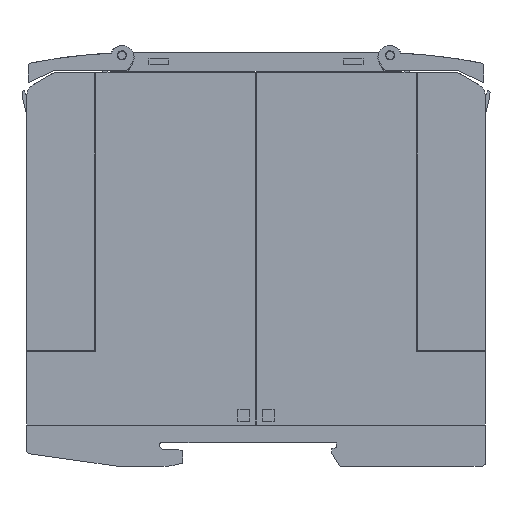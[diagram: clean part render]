
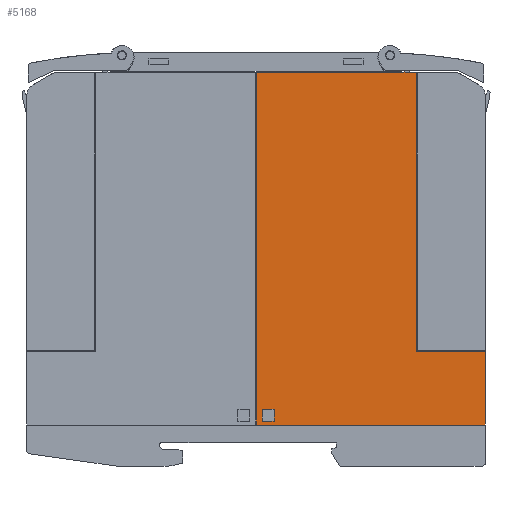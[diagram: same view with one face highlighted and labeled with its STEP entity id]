
A CAD part, left-side view. The second image highlights one B-rep face of the part: STEP entity #5168.
In plain terms, the highlighted planar face has unit normal (-1, 0, 0).
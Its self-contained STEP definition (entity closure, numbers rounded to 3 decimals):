
#5168=ADVANCED_FACE('',(#10538,#10539),#10540,.T.);
#10538=FACE_OUTER_BOUND('',#15977,.T.);
#10539=FACE_BOUND('',#15978,.T.);
#10540=PLANE('',#15979);
#15977=EDGE_LOOP('',(#32332,#32333,#32334,#32335,#32336,#32337));
#15978=EDGE_LOOP('',(#32338,#32339,#32340,#32341));
#15979=AXIS2_PLACEMENT_3D('',#32342,#32343,#32344);
#32332=ORIENTED_EDGE('',*,*,#35093,.T.);
#32333=ORIENTED_EDGE('',*,*,#35111,.T.);
#32334=ORIENTED_EDGE('',*,*,#39384,.T.);
#32335=ORIENTED_EDGE('',*,*,#39367,.F.);
#32336=ORIENTED_EDGE('',*,*,#39385,.T.);
#32337=ORIENTED_EDGE('',*,*,#39380,.T.);
#32338=ORIENTED_EDGE('',*,*,#39377,.T.);
#32339=ORIENTED_EDGE('',*,*,#39353,.T.);
#32340=ORIENTED_EDGE('',*,*,#39361,.T.);
#32341=ORIENTED_EDGE('',*,*,#39374,.T.);
#32342=CARTESIAN_POINT('',(0.0,25.949,9.001));
#32343=DIRECTION('',(-1.0,0.0,0.0));
#32344=DIRECTION('',(0.0,1.0,0.0));
#35093=EDGE_CURVE('',#42808,#42812,#42814,.T.);
#35111=EDGE_CURVE('',#42812,#42848,#42849,.T.);
#39353=EDGE_CURVE('',#49117,#49115,#49118,.T.);
#39361=EDGE_CURVE('',#49115,#49126,#49128,.T.);
#39367=EDGE_CURVE('',#49137,#49139,#49140,.T.);
#39374=EDGE_CURVE('',#49126,#49149,#49151,.T.);
#39377=EDGE_CURVE('',#49149,#49117,#49154,.T.);
#39380=EDGE_CURVE('',#49157,#42808,#49158,.T.);
#39384=EDGE_CURVE('',#42848,#49139,#49163,.T.);
#39385=EDGE_CURVE('',#49137,#49157,#49164,.T.);
#42808=VERTEX_POINT('',#54620);
#42812=VERTEX_POINT('',#54626);
#42814=LINE('',#54629,#54630);
#42848=VERTEX_POINT('',#54680);
#42849=LINE('',#54681,#54682);
#49115=VERTEX_POINT('',#64019);
#49117=VERTEX_POINT('',#64022);
#49118=LINE('',#64023,#64024);
#49126=VERTEX_POINT('',#64036);
#49128=LINE('',#64039,#64040);
#49137=VERTEX_POINT('',#64052);
#49139=VERTEX_POINT('',#64055);
#49140=LINE('',#64056,#64057);
#49149=VERTEX_POINT('',#64070);
#49151=LINE('',#64073,#64074);
#49154=LINE('',#64078,#64079);
#49157=VERTEX_POINT('',#64082);
#49158=LINE('',#64083,#64084);
#49163=LINE('',#64091,#64092);
#49164=LINE('',#64093,#64094);
#54620=CARTESIAN_POINT('',(0.0,0.999,25.101));
#54626=CARTESIAN_POINT('',(0.0,16.099,25.101));
#54629=CARTESIAN_POINT('',(0.0,17.224,25.101));
#54630=VECTOR('',#66664,1.0);
#54680=CARTESIAN_POINT('',(0.0,16.099,85.801));
#54681=CARTESIAN_POINT('',(0.0,16.099,32.226));
#54682=VECTOR('',#66681,1.0);
#64019=CARTESIAN_POINT('',(0.0,46.999,12.401));
#64022=CARTESIAN_POINT('',(0.0,49.599,12.401));
#64023=CARTESIAN_POINT('',(0.0,37.124,12.401));
#64024=VECTOR('',#70734,1.0);
#64036=CARTESIAN_POINT('',(0.0,46.999,9.801));
#64039=CARTESIAN_POINT('',(0.0,46.999,10.051));
#64040=VECTOR('',#70740,1.0);
#64052=CARTESIAN_POINT('',(0.0,50.899,9.001));
#64055=CARTESIAN_POINT('',(0.0,50.899,85.801));
#64056=CARTESIAN_POINT('',(0.0,50.899,9.001));
#64057=VECTOR('',#70745,1.0);
#64070=CARTESIAN_POINT('',(0.0,49.599,9.801));
#64073=CARTESIAN_POINT('',(0.0,37.124,9.801));
#64074=VECTOR('',#70751,1.0);
#64078=CARTESIAN_POINT('',(0.0,49.599,10.051));
#64079=VECTOR('',#70753,1.0);
#64082=CARTESIAN_POINT('',(0.0,0.999,9.001));
#64083=CARTESIAN_POINT('',(0.0,0.999,9.001));
#64084=VECTOR('',#70754,1.0);
#64091=CARTESIAN_POINT('',(0.0,50.899,85.801));
#64092=VECTOR('',#70757,1.0);
#64093=CARTESIAN_POINT('',(0.0,50.899,9.001));
#64094=VECTOR('',#70758,1.0);
#66664=DIRECTION('',(0.0,1.0,0.0));
#66681=DIRECTION('',(0.0,-0.0,1.0));
#70734=DIRECTION('',(0.0,-1.0,0.0));
#70740=DIRECTION('',(0.0,0.0,-1.0));
#70745=DIRECTION('',(0.0,0.0,1.0));
#70751=DIRECTION('',(0.0,1.0,0.0));
#70753=DIRECTION('',(0.0,-0.0,1.0));
#70754=DIRECTION('',(0.0,0.0,1.0));
#70757=DIRECTION('',(0.0,1.0,0.0));
#70758=DIRECTION('',(0.0,-1.0,0.0));
